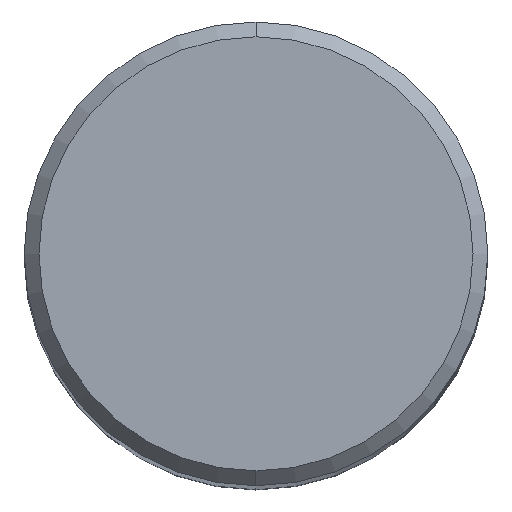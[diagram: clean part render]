
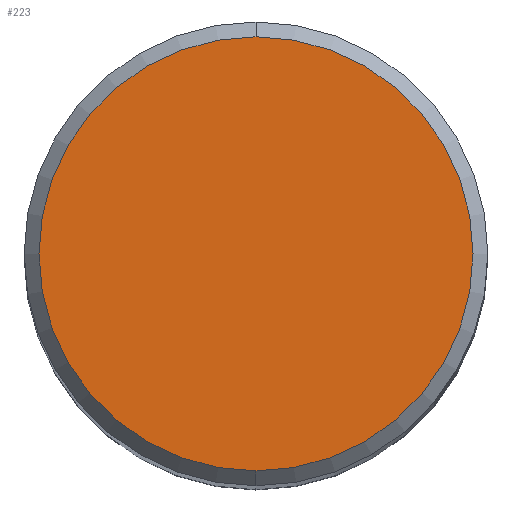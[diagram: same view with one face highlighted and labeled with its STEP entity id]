
A CAD part, top view. The second image highlights one B-rep face of the part: STEP entity #223.
In plain terms, the highlighted planar face has unit normal (0, 0, 1).
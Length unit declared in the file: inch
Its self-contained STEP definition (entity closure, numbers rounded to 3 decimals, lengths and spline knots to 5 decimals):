
#45 = CARTESIAN_POINT ( 'NONE',  ( 0., 0., 0. ) ) ;
#51 = EDGE_CURVE ( 'NONE', #126, #386, #263, .T. ) ;
#62 = DIRECTION ( 'NONE',  ( 0., -1., 0. ) ) ;
#72 = AXIS2_PLACEMENT_3D ( 'NONE', #340, #241, #275 ) ;
#108 = DIRECTION ( 'NONE',  ( 0., 0., 1. ) ) ;
#110 = AXIS2_PLACEMENT_3D ( 'NONE', #45, #234, #62 ) ;
#126 = VERTEX_POINT ( 'NONE', #135 ) ;
#135 = CARTESIAN_POINT ( 'NONE',  ( 0., -0.2925, 0. ) ) ;
#145 = FACE_OUTER_BOUND ( 'NONE', #190, .T. ) ;
#156 = AXIS2_PLACEMENT_3D ( 'NONE', #372, #108, #203 ) ;
#162 = ORIENTED_EDGE ( 'NONE', *, *, #51, .T. ) ;
#173 = EDGE_CURVE ( 'NONE', #386, #126, #176, .T. ) ;
#176 = CIRCLE ( 'NONE', #156, 0.2925 ) ;
#190 = EDGE_LOOP ( 'NONE', ( #348, #162 ) ) ;
#203 = DIRECTION ( 'NONE',  ( 0., -1., 0. ) ) ;
#204 = PLANE ( 'NONE',  #72 ) ;
#223 = ADVANCED_FACE ( 'NONE', ( #145 ), #204, .F. ) ;
#234 = DIRECTION ( 'NONE',  ( 0., 0., 1. ) ) ;
#241 = DIRECTION ( 'NONE',  ( 0., 0., -1. ) ) ;
#263 = CIRCLE ( 'NONE', #110, 0.2925 ) ;
#275 = DIRECTION ( 'NONE',  ( 0., 1., 0. ) ) ;
#340 = CARTESIAN_POINT ( 'NONE',  ( 0., 0.2925, 0. ) ) ;
#348 = ORIENTED_EDGE ( 'NONE', *, *, #173, .T. ) ;
#372 = CARTESIAN_POINT ( 'NONE',  ( 0., 0., 0. ) ) ;
#386 = VERTEX_POINT ( 'NONE', #412 ) ;
#412 = CARTESIAN_POINT ( 'NONE',  ( 0., 0.2925, 0. ) ) ;
